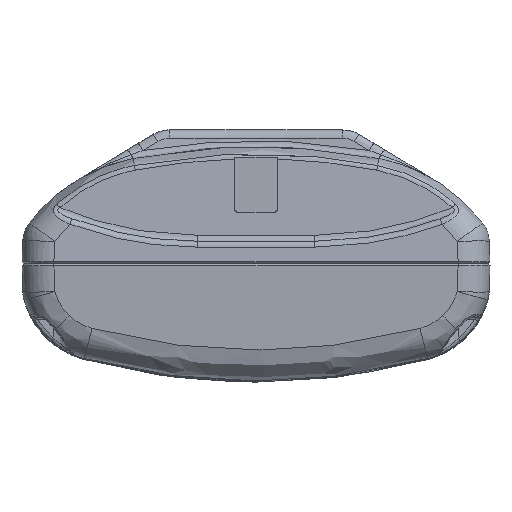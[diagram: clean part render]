
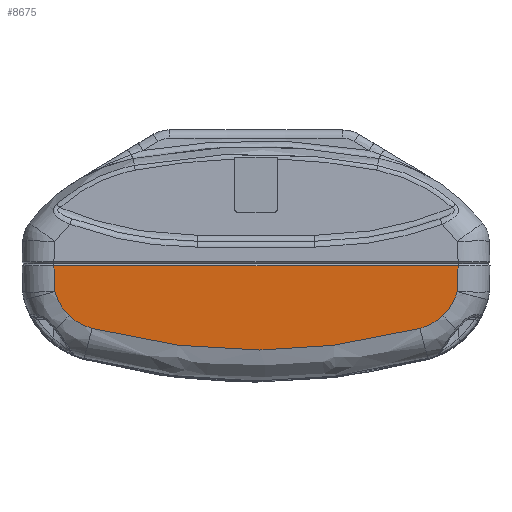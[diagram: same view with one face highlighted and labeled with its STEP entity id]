
A CAD part, top view. The second image highlights one B-rep face of the part: STEP entity #8675.
In plain terms, the highlighted planar face has unit normal (0, -0.035, 0.999).
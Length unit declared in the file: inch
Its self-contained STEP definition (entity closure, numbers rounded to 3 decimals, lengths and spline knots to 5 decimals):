
#5973=DIRECTION('',(1.,0.,0.));
#5974=VECTOR('',#5973,7.47829);
#5975=CARTESIAN_POINT('',(-3.73914,-0.03935,
6.88839));
#5976=LINE('',#5975,#5974);
#5977=DIRECTION('',(0.035,0.999,0.035));
#5978=VECTOR('',#5977,0.47546);
#5979=CARTESIAN_POINT('',(3.72256,-0.51423,
6.87181));
#5980=LINE('',#5979,#5978);
#5981=CARTESIAN_POINT('',(3.45588,-0.95708,
6.85634));
#5982=CARTESIAN_POINT('',(3.49715,-0.91761,
6.85772));
#5983=CARTESIAN_POINT('',(3.57285,-0.83184,
6.86072));
#5984=CARTESIAN_POINT('',(3.66433,-0.68084,
6.86599));
#5985=CARTESIAN_POINT('',(3.7063,-0.57161,
6.8698));
#5986=CARTESIAN_POINT('',(3.72256,-0.51423,
6.87181));
#5988=CARTESIAN_POINT('',(3.03023,-1.19664,6.84798));
#5989=CARTESIAN_POINT('',(3.08641,-1.18159,6.8485));
#5990=CARTESIAN_POINT('',(3.19257,-1.1428,6.84986));
#5991=CARTESIAN_POINT('',(3.3385,-1.05877,6.85279));
#5992=CARTESIAN_POINT('',(3.41844,-0.99286,
6.85509));
#5993=CARTESIAN_POINT('',(3.45588,-0.95708,
6.85634));
#5995=CARTESIAN_POINT('',(-3.03023,-1.19664,
6.84798));
#5996=CARTESIAN_POINT('',(-2.83458,-1.24904,
6.84615));
#5997=CARTESIAN_POINT('',(-2.45205,-1.34048,
6.84295));
#5998=CARTESIAN_POINT('',(-1.91806,-1.44142,
6.83943));
#5999=CARTESIAN_POINT('',(-1.38917,-1.51674,
6.8368));
#6000=CARTESIAN_POINT('',(-0.87004,-1.56687,
6.83505));
#6001=CARTESIAN_POINT('',(-0.35464,-1.5938,
6.83411));
#6002=CARTESIAN_POINT('',(0.15981,-1.59814,
6.83396));
#6003=CARTESIAN_POINT('',(0.68061,-1.57949,
6.83461));
#6004=CARTESIAN_POINT('',(1.20349,-1.53751,6.83607));
#6005=CARTESIAN_POINT('',(1.75277,-1.46827,6.83849));
#6006=CARTESIAN_POINT('',(2.3498,-1.36331,6.84216));
#6007=CARTESIAN_POINT('',(2.79672,-1.25918,6.84579));
#6008=CARTESIAN_POINT('',(3.03023,-1.19664,6.84798));
#6010=CARTESIAN_POINT('',(-3.45592,-0.95706,
6.85634));
#6011=CARTESIAN_POINT('',(-3.41596,-0.99526,
6.85501));
#6012=CARTESIAN_POINT('',(-3.33183,-1.06352,
6.85262));
#6013=CARTESIAN_POINT('',(-3.18599,-1.14559,
6.84976));
#6014=CARTESIAN_POINT('',(-3.08347,-1.18238,
6.84847));
#6015=CARTESIAN_POINT('',(-3.03023,-1.19664,
6.84798));
#6017=CARTESIAN_POINT('',(-3.72256,-0.51423,
6.87181));
#6018=CARTESIAN_POINT('',(-3.70616,-0.5721,
6.86979));
#6019=CARTESIAN_POINT('',(-3.66369,-0.68186,
6.86595));
#6020=CARTESIAN_POINT('',(-3.57418,-0.82984,
6.86079));
#6021=CARTESIAN_POINT('',(-3.49792,-0.9169,
6.85774));
#6022=CARTESIAN_POINT('',(-3.45592,-0.95706,
6.85634));
#6024=DIRECTION('',(0.035,-0.999,-0.035));
#6025=VECTOR('',#6024,0.47546);
#6026=CARTESIAN_POINT('',(-3.73914,-0.03935,
6.88839));
#6027=LINE('',#6026,#6025);
#6129=CARTESIAN_POINT('',(-3.73914,-0.03935,
6.88839));
#7458=VERTEX_POINT('',#5988);
#7459=VERTEX_POINT('',#5993);
#7460=VERTEX_POINT('',#5995);
#7463=VERTEX_POINT('',#6010);
#7464=VERTEX_POINT('',#6017);
#7481=VERTEX_POINT('',#5986);
#7533=VERTEX_POINT('',#6129);
#7536=CARTESIAN_POINT('',(3.73914,-0.03935,
6.88839));
#7537=VERTEX_POINT('',#7536);
#8655=CARTESIAN_POINT('',(-4.52774,0.,6.88976));
#8656=DIRECTION('',(0.,0.035,-0.999));
#8657=DIRECTION('',(-1.,0.,0.));
#8658=AXIS2_PLACEMENT_3D('',#8655,#8656,#8657);
#8659=PLANE('',#8658);
#8661=ORIENTED_EDGE('',*,*,#8660,.T.);
#8663=ORIENTED_EDGE('',*,*,#8662,.F.);
#8664=ORIENTED_EDGE('',*,*,#8262,.F.);
#8665=ORIENTED_EDGE('',*,*,#8575,.F.);
#8666=ORIENTED_EDGE('',*,*,#8646,.F.);
#8668=ORIENTED_EDGE('',*,*,#8667,.F.);
#8670=ORIENTED_EDGE('',*,*,#8669,.F.);
#8672=ORIENTED_EDGE('',*,*,#8671,.F.);
#8673=EDGE_LOOP('',(#8661,#8663,#8664,#8665,#8666,#8668,#8670,#8672));
#8674=FACE_OUTER_BOUND('',#8673,.F.);
#8675=ADVANCED_FACE('',(#8674),#8659,.F.);
#5987=B_SPLINE_CURVE_WITH_KNOTS('',3,(#5981,#5982,#5983,#5984,#5985,#5986),
.UNSPECIFIED.,.F.,.F.,(4,1,1,4),(0.,0.33333,0.66667,1.),
.UNSPECIFIED.);
#5994=B_SPLINE_CURVE_WITH_KNOTS('',3,(#5988,#5989,#5990,#5991,#5992,#5993),
.UNSPECIFIED.,.F.,.F.,(4,1,1,4),(0.,0.33333,0.66667,1.),
.UNSPECIFIED.);
#6009=B_SPLINE_CURVE_WITH_KNOTS('',3,(#5995,#5996,#5997,#5998,#5999,#6000,#6001,
#6002,#6003,#6004,#6005,#6006,#6007,#6008),.UNSPECIFIED.,.F.,.F.,(4,1,1,1,1,1,1,
1,1,1,1,4),(0.,0.09091,0.18182,0.27273,
0.36364,0.45455,0.54545,0.63636,
0.72727,0.81818,0.90909,1.),.UNSPECIFIED.);
#6016=B_SPLINE_CURVE_WITH_KNOTS('',3,(#6010,#6011,#6012,#6013,#6014,#6015),
.UNSPECIFIED.,.F.,.F.,(4,1,1,4),(0.,0.33333,0.66667,1.),
.UNSPECIFIED.);
#6023=B_SPLINE_CURVE_WITH_KNOTS('',3,(#6017,#6018,#6019,#6020,#6021,#6022),
.UNSPECIFIED.,.F.,.F.,(4,1,1,4),(0.,0.33333,0.66667,1.),
.UNSPECIFIED.);
#8262=EDGE_CURVE('',#7459,#7481,#5987,.T.);
#8575=EDGE_CURVE('',#7458,#7459,#5994,.T.);
#8646=EDGE_CURVE('',#7460,#7458,#6009,.T.);
#8660=EDGE_CURVE('',#7533,#7537,#5976,.T.);
#8662=EDGE_CURVE('',#7481,#7537,#5980,.T.);
#8667=EDGE_CURVE('',#7463,#7460,#6016,.T.);
#8669=EDGE_CURVE('',#7464,#7463,#6023,.T.);
#8671=EDGE_CURVE('',#7533,#7464,#6027,.T.);
